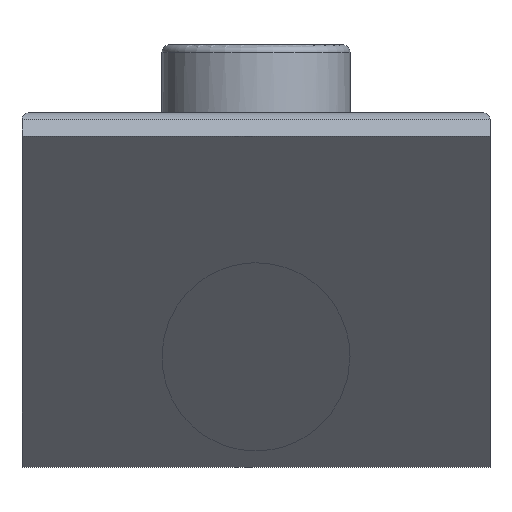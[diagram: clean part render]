
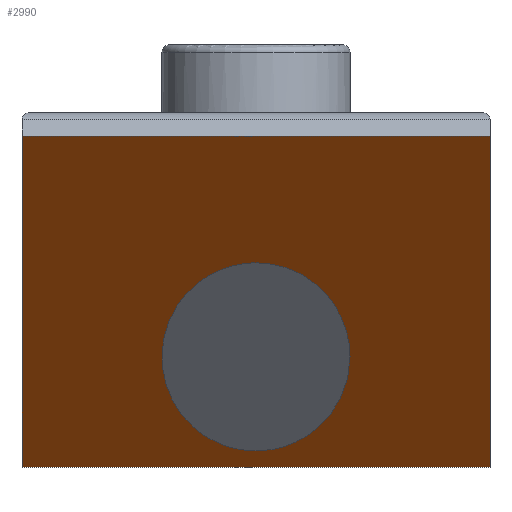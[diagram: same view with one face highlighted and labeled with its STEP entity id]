
A CAD part, front view. The second image highlights one B-rep face of the part: STEP entity #2990.
In plain terms, the highlighted planar face has unit normal (0, -0.707, -0.707).
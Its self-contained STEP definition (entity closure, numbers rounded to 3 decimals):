
#2578 = PLANE('',#2579);
#2579 = AXIS2_PLACEMENT_3D('',#2580,#2581,#2582);
#2580 = CARTESIAN_POINT('',(-30.,-28.284,-41.966));
#2581 = DIRECTION('',(0.,0.707,-0.707));
#2582 = DIRECTION('',(1.,0.,0.));
#2675 = PLANE('',#2676);
#2676 = AXIS2_PLACEMENT_3D('',#2677,#2678,#2679);
#2677 = CARTESIAN_POINT('',(-30.,14.142,-84.392));
#2678 = DIRECTION('',(1.,0.,0.));
#2679 = DIRECTION('',(0.,-0.707,0.707));
#2709 = PLANE('',#2710);
#2710 = AXIS2_PLACEMENT_3D('',#2711,#2712,#2713);
#2711 = CARTESIAN_POINT('',(30.,-28.284,-41.966));
#2712 = DIRECTION('',(-1.,0.,0.));
#2713 = DIRECTION('',(0.,0.707,-0.707));
#2772 = PLANE('',#2773);
#2773 = AXIS2_PLACEMENT_3D('',#2774,#2775,#2776);
#2774 = CARTESIAN_POINT('',(30.,14.142,-84.392));
#2775 = DIRECTION('',(0.,-0.707,0.707));
#2776 = DIRECTION('',(-1.,0.,0.));
#2794 = VERTEX_POINT('',#2795);
#2795 = CARTESIAN_POINT('',(-30.,-28.284,-41.966));
#2818 = VERTEX_POINT('',#2819);
#2819 = CARTESIAN_POINT('',(30.,-28.284,-41.966));
#2840 = EDGE_CURVE('',#2794,#2818,#2841,.T.);
#2841 = SURFACE_CURVE('',#2842,(#2846,#2853),.PCURVE_S1.);
#2842 = LINE('',#2843,#2844);
#2843 = CARTESIAN_POINT('',(-30.,-28.284,-41.966));
#2844 = VECTOR('',#2845,1.);
#2845 = DIRECTION('',(1.,0.,0.));
#2846 = PCURVE('',#2578,#2847);
#2847 = DEFINITIONAL_REPRESENTATION('',(#2848),#2852);
#2848 = LINE('',#2849,#2850);
#2849 = CARTESIAN_POINT('',(0.,0.));
#2850 = VECTOR('',#2851,1.);
#2851 = DIRECTION('',(1.,0.));
#2852 = ( GEOMETRIC_REPRESENTATION_CONTEXT(2) 
PARAMETRIC_REPRESENTATION_CONTEXT() REPRESENTATION_CONTEXT('2D SPACE',''
  ) );
#2853 = PCURVE('',#2854,#2859);
#2854 = PLANE('',#2855);
#2855 = AXIS2_PLACEMENT_3D('',#2856,#2857,#2858);
#2856 = CARTESIAN_POINT('',(0.,-7.071,-63.179));
#2857 = DIRECTION('',(0.,0.707,0.707));
#2858 = DIRECTION('',(0.,-0.707,0.707));
#2859 = DEFINITIONAL_REPRESENTATION('',(#2860),#2864);
#2860 = LINE('',#2861,#2862);
#2861 = CARTESIAN_POINT('',(30.,-30.));
#2862 = VECTOR('',#2863,1.);
#2863 = DIRECTION('',(0.,1.));
#2864 = ( GEOMETRIC_REPRESENTATION_CONTEXT(2) 
PARAMETRIC_REPRESENTATION_CONTEXT() REPRESENTATION_CONTEXT('2D SPACE',''
  ) );
#2870 = VERTEX_POINT('',#2871);
#2871 = CARTESIAN_POINT('',(-30.,14.142,-84.392));
#2894 = EDGE_CURVE('',#2870,#2794,#2895,.T.);
#2895 = SURFACE_CURVE('',#2896,(#2900,#2907),.PCURVE_S1.);
#2896 = LINE('',#2897,#2898);
#2897 = CARTESIAN_POINT('',(-30.,14.142,-84.392));
#2898 = VECTOR('',#2899,1.);
#2899 = DIRECTION('',(0.,-0.707,0.707));
#2900 = PCURVE('',#2675,#2901);
#2901 = DEFINITIONAL_REPRESENTATION('',(#2902),#2906);
#2902 = LINE('',#2903,#2904);
#2903 = CARTESIAN_POINT('',(0.,0.));
#2904 = VECTOR('',#2905,1.);
#2905 = DIRECTION('',(1.,0.));
#2906 = ( GEOMETRIC_REPRESENTATION_CONTEXT(2) 
PARAMETRIC_REPRESENTATION_CONTEXT() REPRESENTATION_CONTEXT('2D SPACE',''
  ) );
#2907 = PCURVE('',#2854,#2908);
#2908 = DEFINITIONAL_REPRESENTATION('',(#2909),#2913);
#2909 = LINE('',#2910,#2911);
#2910 = CARTESIAN_POINT('',(-30.,-30.));
#2911 = VECTOR('',#2912,1.);
#2912 = DIRECTION('',(1.,0.));
#2913 = ( GEOMETRIC_REPRESENTATION_CONTEXT(2) 
PARAMETRIC_REPRESENTATION_CONTEXT() REPRESENTATION_CONTEXT('2D SPACE',''
  ) );
#2921 = VERTEX_POINT('',#2922);
#2922 = CARTESIAN_POINT('',(30.,14.142,-84.392));
#2943 = EDGE_CURVE('',#2818,#2921,#2944,.T.);
#2944 = SURFACE_CURVE('',#2945,(#2949,#2956),.PCURVE_S1.);
#2945 = LINE('',#2946,#2947);
#2946 = CARTESIAN_POINT('',(30.,-28.284,-41.966));
#2947 = VECTOR('',#2948,1.);
#2948 = DIRECTION('',(0.,0.707,-0.707));
#2949 = PCURVE('',#2709,#2950);
#2950 = DEFINITIONAL_REPRESENTATION('',(#2951),#2955);
#2951 = LINE('',#2952,#2953);
#2952 = CARTESIAN_POINT('',(0.,0.));
#2953 = VECTOR('',#2954,1.);
#2954 = DIRECTION('',(1.,0.));
#2955 = ( GEOMETRIC_REPRESENTATION_CONTEXT(2) 
PARAMETRIC_REPRESENTATION_CONTEXT() REPRESENTATION_CONTEXT('2D SPACE',''
  ) );
#2956 = PCURVE('',#2854,#2957);
#2957 = DEFINITIONAL_REPRESENTATION('',(#2958),#2962);
#2958 = LINE('',#2959,#2960);
#2959 = CARTESIAN_POINT('',(30.,30.));
#2960 = VECTOR('',#2961,1.);
#2961 = DIRECTION('',(-1.,0.));
#2962 = ( GEOMETRIC_REPRESENTATION_CONTEXT(2) 
PARAMETRIC_REPRESENTATION_CONTEXT() REPRESENTATION_CONTEXT('2D SPACE',''
  ) );
#2970 = EDGE_CURVE('',#2921,#2870,#2971,.T.);
#2971 = SURFACE_CURVE('',#2972,(#2976,#2983),.PCURVE_S1.);
#2972 = LINE('',#2973,#2974);
#2973 = CARTESIAN_POINT('',(30.,14.142,-84.392));
#2974 = VECTOR('',#2975,1.);
#2975 = DIRECTION('',(-1.,-0.,0.));
#2976 = PCURVE('',#2772,#2977);
#2977 = DEFINITIONAL_REPRESENTATION('',(#2978),#2982);
#2978 = LINE('',#2979,#2980);
#2979 = CARTESIAN_POINT('',(0.,-0.));
#2980 = VECTOR('',#2981,1.);
#2981 = DIRECTION('',(1.,0.));
#2982 = ( GEOMETRIC_REPRESENTATION_CONTEXT(2) 
PARAMETRIC_REPRESENTATION_CONTEXT() REPRESENTATION_CONTEXT('2D SPACE',''
  ) );
#2983 = PCURVE('',#2854,#2984);
#2984 = DEFINITIONAL_REPRESENTATION('',(#2985),#2989);
#2985 = LINE('',#2986,#2987);
#2986 = CARTESIAN_POINT('',(-30.,30.));
#2987 = VECTOR('',#2988,1.);
#2988 = DIRECTION('',(0.,-1.));
#2989 = ( GEOMETRIC_REPRESENTATION_CONTEXT(2) 
PARAMETRIC_REPRESENTATION_CONTEXT() REPRESENTATION_CONTEXT('2D SPACE',''
  ) );
#2990 = ADVANCED_FACE('',(#2991,#2997),#2854,.F.);
#2991 = FACE_BOUND('',#2992,.F.);
#2992 = EDGE_LOOP('',(#2993,#2994,#2995,#2996));
#2993 = ORIENTED_EDGE('',*,*,#2840,.T.);
#2994 = ORIENTED_EDGE('',*,*,#2943,.T.);
#2995 = ORIENTED_EDGE('',*,*,#2970,.T.);
#2996 = ORIENTED_EDGE('',*,*,#2894,.T.);
#2997 = FACE_BOUND('',#2998,.F.);
#2998 = EDGE_LOOP('',(#2999));
#2999 = ORIENTED_EDGE('',*,*,#3000,.F.);
#3000 = EDGE_CURVE('',#3001,#3001,#3003,.T.);
#3001 = VERTEX_POINT('',#3002);
#3002 = CARTESIAN_POINT('',(12.055,0.,-70.25));
#3003 = SURFACE_CURVE('',#3004,(#3009,#3016),.PCURVE_S1.);
#3004 = ELLIPSE('',#3005,17.048,12.055);
#3005 = AXIS2_PLACEMENT_3D('',#3006,#3007,#3008);
#3006 = CARTESIAN_POINT('',(0.,0.,
    -70.25));
#3007 = DIRECTION('',(0.,0.707,0.707));
#3008 = DIRECTION('',(0.,-0.707,0.707)
  );
#3009 = PCURVE('',#2854,#3010);
#3010 = DEFINITIONAL_REPRESENTATION('',(#3011),#3015);
#3011 = ELLIPSE('',#3012,17.048,12.055);
#3012 = AXIS2_PLACEMENT_2D('',#3013,#3014);
#3013 = CARTESIAN_POINT('',(-10.,0.));
#3014 = DIRECTION('',(1.,0.));
#3015 = ( GEOMETRIC_REPRESENTATION_CONTEXT(2) 
PARAMETRIC_REPRESENTATION_CONTEXT() REPRESENTATION_CONTEXT('2D SPACE',''
  ) );
#3016 = PCURVE('',#3017,#3022);
#3017 = PLANE('',#3018);
#3018 = AXIS2_PLACEMENT_3D('',#3019,#3020,#3021);
#3019 = CARTESIAN_POINT('',(0.,0.,-70.25));
#3020 = DIRECTION('',(0.,0.707,0.707));
#3021 = DIRECTION('',(0.,-0.707,0.707));
#3022 = DEFINITIONAL_REPRESENTATION('',(#3023),#3027);
#3023 = ELLIPSE('',#3024,17.048,12.055);
#3024 = AXIS2_PLACEMENT_2D('',#3025,#3026);
#3025 = CARTESIAN_POINT('',(0.,0.));
#3026 = DIRECTION('',(1.,0.));
#3027 = ( GEOMETRIC_REPRESENTATION_CONTEXT(2) 
PARAMETRIC_REPRESENTATION_CONTEXT() REPRESENTATION_CONTEXT('2D SPACE',''
  ) );
